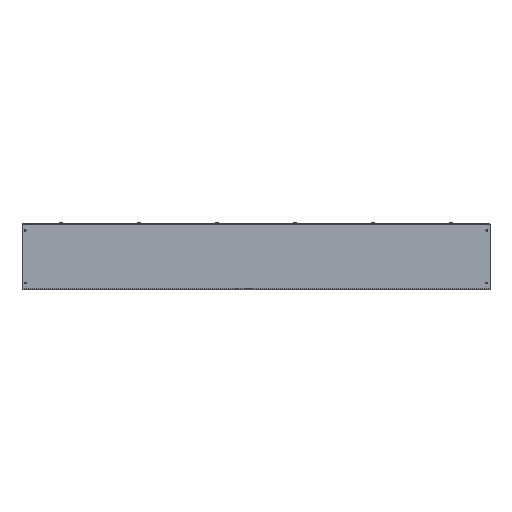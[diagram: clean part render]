
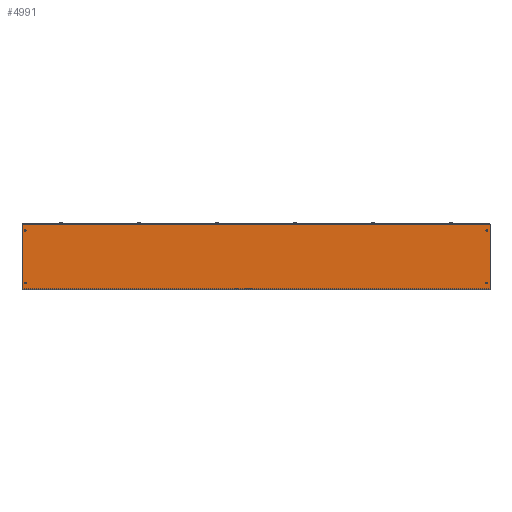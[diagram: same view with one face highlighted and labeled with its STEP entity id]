
A CAD part, left-side view. The second image highlights one B-rep face of the part: STEP entity #4991.
In plain terms, the highlighted planar face has unit normal (-1, 0, 0).
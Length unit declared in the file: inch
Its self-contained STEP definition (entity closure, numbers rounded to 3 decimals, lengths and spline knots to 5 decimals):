
#28 = CARTESIAN_POINT ( 'NONE',  ( -5.072, -35.5, 9.072 ) ) ;
#813 = ORIENTED_EDGE ( 'NONE', *, *, #15362, .F. ) ;
#913 = DIRECTION ( 'NONE',  ( 0., 1., 0. ) ) ;
#978 = DIRECTION ( 'NONE',  ( 1., 0., 0. ) ) ;
#1064 = CARTESIAN_POINT ( 'NONE',  ( -5.072, 35.5, 1. ) ) ;
#1195 = VECTOR ( 'NONE', #5065, 39.37008 ) ;
#1201 = DIRECTION ( 'NONE',  ( 0., 1., 0. ) ) ;
#1468 = VECTOR ( 'NONE', #1201, 39.37008 ) ;
#1515 = ORIENTED_EDGE ( 'NONE', *, *, #6030, .T. ) ;
#1589 = EDGE_LOOP ( 'NONE', ( #8699, #8346 ) ) ;
#1599 = DIRECTION ( 'NONE',  ( 1., 0., 0. ) ) ;
#1627 = ORIENTED_EDGE ( 'NONE', *, *, #4416, .T. ) ;
#2015 = CARTESIAN_POINT ( 'NONE',  ( -5.072, 36., 0.108 ) ) ;
#2019 = CIRCLE ( 'NONE', #14007, 0.133 ) ;
#2105 = CARTESIAN_POINT ( 'NONE',  ( -5.072, 35.5, 9.072 ) ) ;
#2132 = ORIENTED_EDGE ( 'NONE', *, *, #8620, .T. ) ;
#2141 = CARTESIAN_POINT ( 'NONE',  ( -5.072, -35.5, 9.072 ) ) ;
#2496 = CARTESIAN_POINT ( 'NONE',  ( -5.072, 35.5, 9.072 ) ) ;
#2567 = ORIENTED_EDGE ( 'NONE', *, *, #10541, .T. ) ;
#2696 = AXIS2_PLACEMENT_3D ( 'NONE', #14364, #12954, #8096 ) ;
#2811 = CARTESIAN_POINT ( 'NONE',  ( -5.072, -36., 0.072 ) ) ;
#2883 = LINE ( 'NONE', #2811, #9725 ) ;
#2914 = VERTEX_POINT ( 'NONE', #14613 ) ;
#3260 = LINE ( 'NONE', #10372, #10425 ) ;
#3435 = VERTEX_POINT ( 'NONE', #14043 ) ;
#3437 = PLANE ( 'NONE',  #4166 ) ;
#3750 = AXIS2_PLACEMENT_3D ( 'NONE', #28, #15423, #14244 ) ;
#3794 = CARTESIAN_POINT ( 'NONE',  ( -5.072, 35.5, 0.867 ) ) ;
#3921 = EDGE_CURVE ( 'NONE', #9511, #6604, #9931, .T. ) ;
#3948 = AXIS2_PLACEMENT_3D ( 'NONE', #2141, #978, #5743 ) ;
#3959 = CIRCLE ( 'NONE', #11955, 0.133 ) ;
#4152 = VERTEX_POINT ( 'NONE', #11231 ) ;
#4157 = CARTESIAN_POINT ( 'NONE',  ( -5.072, -35.5, 9.205 ) ) ;
#4166 = AXIS2_PLACEMENT_3D ( 'NONE', #13999, #9135, #9295 ) ;
#4374 = FACE_BOUND ( 'NONE', #10752, .T. ) ;
#4413 = EDGE_CURVE ( 'NONE', #8916, #4576, #7437, .T. ) ;
#4416 = EDGE_CURVE ( 'NONE', #4152, #6392, #13445, .T. ) ;
#4544 = DIRECTION ( 'NONE',  ( 1., 0., 0. ) ) ;
#4576 = VERTEX_POINT ( 'NONE', #4157 ) ;
#4944 = AXIS2_PLACEMENT_3D ( 'NONE', #1064, #1599, #7449 ) ;
#4991 = ADVANCED_FACE ( 'NONE', ( #5703, #15102, #7038, #8041, #4374 ), #3437, .T. ) ;
#5004 = CIRCLE ( 'NONE', #3750, 0.133 ) ;
#5012 = EDGE_CURVE ( 'NONE', #11110, #9575, #5911, .T. ) ;
#5065 = DIRECTION ( 'NONE',  ( 0., 0., -1. ) ) ;
#5171 = CARTESIAN_POINT ( 'NONE',  ( -5.072, 35.5, 8.939 ) ) ;
#5703 = FACE_OUTER_BOUND ( 'NONE', #9349, .T. ) ;
#5743 = DIRECTION ( 'NONE',  ( 0., 0., 1. ) ) ;
#5880 = CARTESIAN_POINT ( 'NONE',  ( -5.072, -35.5, 1.133 ) ) ;
#5911 = CIRCLE ( 'NONE', #7901, 0.133 ) ;
#5916 = ORIENTED_EDGE ( 'NONE', *, *, #4413, .T. ) ;
#5999 = CARTESIAN_POINT ( 'NONE',  ( -5.072, -35.5, 8.939 ) ) ;
#6030 = EDGE_CURVE ( 'NONE', #13087, #10847, #14671, .T. ) ;
#6300 = ORIENTED_EDGE ( 'NONE', *, *, #5012, .T. ) ;
#6392 = VERTEX_POINT ( 'NONE', #3794 ) ;
#6477 = DIRECTION ( 'NONE',  ( 0., 0., 1. ) ) ;
#6604 = VERTEX_POINT ( 'NONE', #5880 ) ;
#6641 = DIRECTION ( 'NONE',  ( 0., 0., 1. ) ) ;
#6947 = DIRECTION ( 'NONE',  ( 1., 0., 0. ) ) ;
#7038 = FACE_BOUND ( 'NONE', #9546, .T. ) ;
#7103 = DIRECTION ( 'NONE',  ( 0., 0., 1. ) ) ;
#7133 = CARTESIAN_POINT ( 'NONE',  ( -5.072, 36., 9.964 ) ) ;
#7151 = ORIENTED_EDGE ( 'NONE', *, *, #14010, .T. ) ;
#7255 = DIRECTION ( 'NONE',  ( 1., 0., 0. ) ) ;
#7437 = CIRCLE ( 'NONE', #3948, 0.133 ) ;
#7449 = DIRECTION ( 'NONE',  ( 0., 0., 1. ) ) ;
#7901 = AXIS2_PLACEMENT_3D ( 'NONE', #2105, #6947, #12887 ) ;
#8041 = FACE_BOUND ( 'NONE', #8906, .T. ) ;
#8096 = DIRECTION ( 'NONE',  ( 0., 0., 1. ) ) ;
#8123 = DIRECTION ( 'NONE',  ( 0., 0., 1. ) ) ;
#8346 = ORIENTED_EDGE ( 'NONE', *, *, #3921, .T. ) ;
#8620 = EDGE_CURVE ( 'NONE', #4576, #8916, #5004, .T. ) ;
#8699 = ORIENTED_EDGE ( 'NONE', *, *, #14195, .T. ) ;
#8802 = CARTESIAN_POINT ( 'NONE',  ( -5.072, 36., 0.072 ) ) ;
#8906 = EDGE_LOOP ( 'NONE', ( #1627, #13997 ) ) ;
#8916 = VERTEX_POINT ( 'NONE', #5999 ) ;
#8963 = CARTESIAN_POINT ( 'NONE',  ( -5.072, 35.5, 9.205 ) ) ;
#9135 = DIRECTION ( 'NONE',  ( -1., 0., 0. ) ) ;
#9210 = CARTESIAN_POINT ( 'NONE',  ( -5.072, 35.5, 1. ) ) ;
#9295 = DIRECTION ( 'NONE',  ( 0., 0., 1. ) ) ;
#9339 = EDGE_CURVE ( 'NONE', #3435, #2914, #2883, .T. ) ;
#9349 = EDGE_LOOP ( 'NONE', ( #1515, #813, #13084, #7151 ) ) ;
#9511 = VERTEX_POINT ( 'NONE', #10142 ) ;
#9546 = EDGE_LOOP ( 'NONE', ( #2132, #5916 ) ) ;
#9575 = VERTEX_POINT ( 'NONE', #8963 ) ;
#9725 = VECTOR ( 'NONE', #6477, 39.37008 ) ;
#9931 = CIRCLE ( 'NONE', #2696, 0.133 ) ;
#10012 = AXIS2_PLACEMENT_3D ( 'NONE', #9210, #13993, #6641 ) ;
#10142 = CARTESIAN_POINT ( 'NONE',  ( -5.072, -35.5, 0.867 ) ) ;
#10340 = EDGE_CURVE ( 'NONE', #6392, #4152, #15261, .T. ) ;
#10372 = CARTESIAN_POINT ( 'NONE',  ( -5.072, -36., 0.108 ) ) ;
#10425 = VECTOR ( 'NONE', #913, 39.37008 ) ;
#10541 = EDGE_CURVE ( 'NONE', #9575, #11110, #2019, .T. ) ;
#10752 = EDGE_LOOP ( 'NONE', ( #2567, #6300 ) ) ;
#10847 = VERTEX_POINT ( 'NONE', #2015 ) ;
#11110 = VERTEX_POINT ( 'NONE', #5171 ) ;
#11231 = CARTESIAN_POINT ( 'NONE',  ( -5.072, 35.5, 1.133 ) ) ;
#11737 = CARTESIAN_POINT ( 'NONE',  ( -5.072, 36., 9.964 ) ) ;
#11955 = AXIS2_PLACEMENT_3D ( 'NONE', #13555, #4544, #8123 ) ;
#12887 = DIRECTION ( 'NONE',  ( 0., 0., 1. ) ) ;
#12954 = DIRECTION ( 'NONE',  ( 1., 0., 0. ) ) ;
#13084 = ORIENTED_EDGE ( 'NONE', *, *, #9339, .T. ) ;
#13087 = VERTEX_POINT ( 'NONE', #11737 ) ;
#13088 = LINE ( 'NONE', #7133, #1468 ) ;
#13445 = CIRCLE ( 'NONE', #4944, 0.133 ) ;
#13555 = CARTESIAN_POINT ( 'NONE',  ( -5.072, -35.5, 1. ) ) ;
#13993 = DIRECTION ( 'NONE',  ( 1., 0., 0. ) ) ;
#13997 = ORIENTED_EDGE ( 'NONE', *, *, #10340, .T. ) ;
#13999 = CARTESIAN_POINT ( 'NONE',  ( -5.072, 36., 0.0625 ) ) ;
#14007 = AXIS2_PLACEMENT_3D ( 'NONE', #2496, #7255, #7103 ) ;
#14010 = EDGE_CURVE ( 'NONE', #2914, #13087, #13088, .T. ) ;
#14043 = CARTESIAN_POINT ( 'NONE',  ( -5.072, -36., 0.108 ) ) ;
#14195 = EDGE_CURVE ( 'NONE', #6604, #9511, #3959, .T. ) ;
#14244 = DIRECTION ( 'NONE',  ( 0., 0., 1. ) ) ;
#14364 = CARTESIAN_POINT ( 'NONE',  ( -5.072, -35.5, 1. ) ) ;
#14613 = CARTESIAN_POINT ( 'NONE',  ( -5.072, -36., 9.964 ) ) ;
#14671 = LINE ( 'NONE', #8802, #1195 ) ;
#15102 = FACE_BOUND ( 'NONE', #1589, .T. ) ;
#15261 = CIRCLE ( 'NONE', #10012, 0.133 ) ;
#15362 = EDGE_CURVE ( 'NONE', #3435, #10847, #3260, .T. ) ;
#15423 = DIRECTION ( 'NONE',  ( 1., 0., 0. ) ) ;
